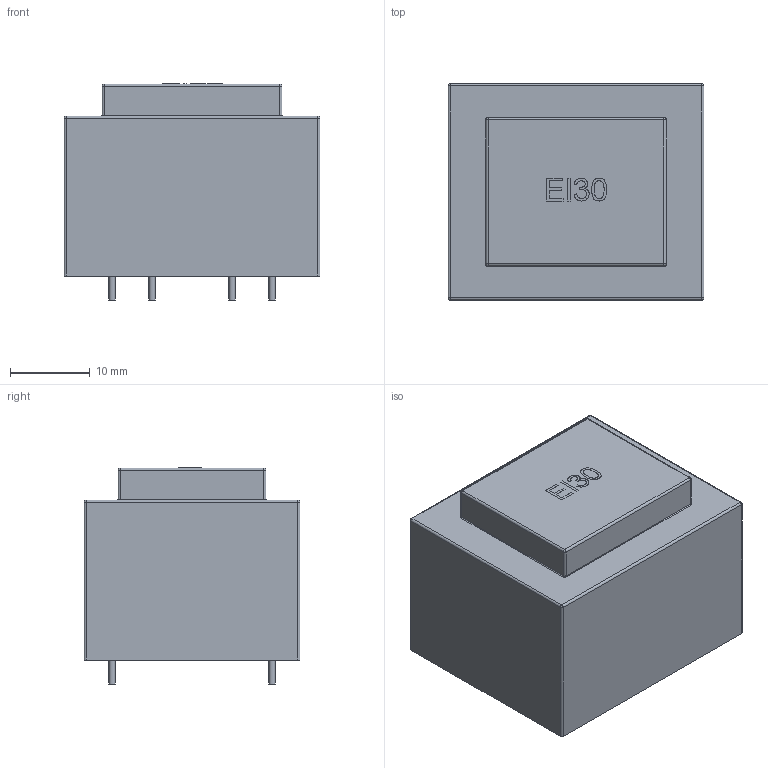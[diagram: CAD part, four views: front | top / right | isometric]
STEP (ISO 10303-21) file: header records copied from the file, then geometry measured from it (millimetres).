
FILE_DESCRIPTION(('FreeCAD Model'),'2;1');
FILE_NAME('ME.TRE-1_8.step' ,'2019-05-18T22:01:10',('Author'),(''), 'Open CASCADE STEP processor 7.2','FreeCAD','Unknown');
FILE_SCHEMA(('AUTOMOTIVE_DESIGN { 1 0 10303 214 1 1 1 1 }'));
Length unit declared in the file: millimetre
Products named in the file (1): ME.TRE-1,8
Bounding box: 32 x 27 x 27.01 mm (x, y, z)
Volume: 18167.6 mm3; surface area: 4484.6 mm2
Topology: 1 solids, 1 shells, 135 faces, 334 edges, 204 vertices
Faces by surface type: extrusion 47, plane 44, cylinder 28, sphere 8, torus 8
Full cylindrical faces by diameter (mm): 0.8 x4
Entity records: 10135 total; most frequent: CARTESIAN_POINT 3108, DIRECTION 916, ORIENTED_EDGE 652, PCURVE 652, DEFINITIONAL_REPRESENTATION 652, VECTOR 608, LINE 561, B_SPLINE_CURVE_WITH_KNOTS 384
